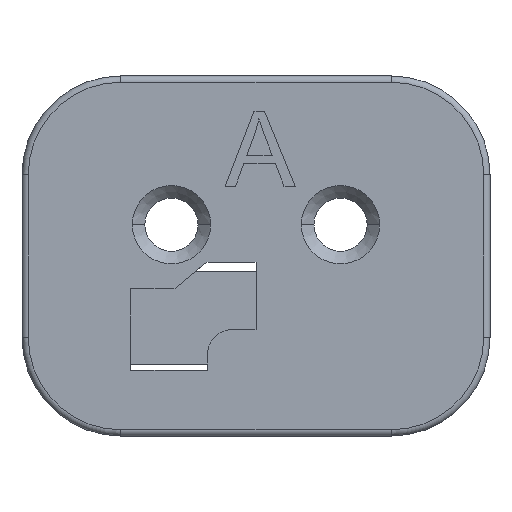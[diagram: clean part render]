
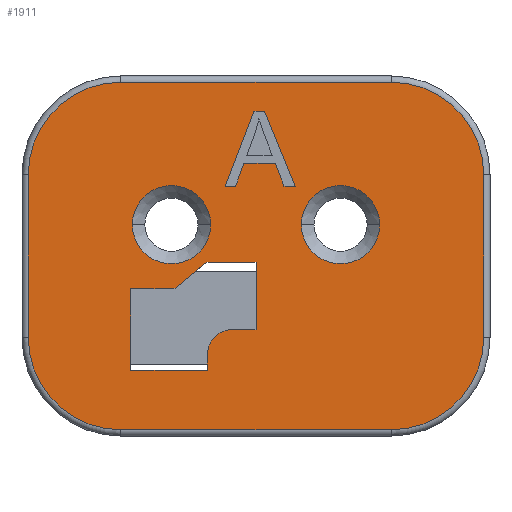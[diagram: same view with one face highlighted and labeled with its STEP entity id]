
A CAD part, front view. The second image highlights one B-rep face of the part: STEP entity #1911.
In plain terms, the highlighted planar face has unit normal (0, -1, 0).
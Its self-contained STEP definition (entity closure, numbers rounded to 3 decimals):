
#2=CARTESIAN_POINT('',(-4.325,0.,2.6));
#3=DIRECTION('',(0.,-1.,0.));
#4=DIRECTION('',(0.,0.,1.));
#5=AXIS2_PLACEMENT_3D('',#2,#3,#4);
#7=DIRECTION('',(-1.,0.,0.));
#8=VECTOR('',#7,8.65);
#9=CARTESIAN_POINT('',(4.325,0.,5.55));
#10=LINE('',#9,#8);
#11=CARTESIAN_POINT('',(4.325,0.,2.6));
#12=DIRECTION('',(0.,-1.,0.));
#13=DIRECTION('',(1.,0.,0.));
#14=AXIS2_PLACEMENT_3D('',#11,#12,#13);
#16=DIRECTION('',(0.,0.,1.));
#17=VECTOR('',#16,5.2);
#18=CARTESIAN_POINT('',(7.275,0.,-2.6));
#19=LINE('',#18,#17);
#20=CARTESIAN_POINT('',(4.325,0.,-2.6));
#21=DIRECTION('',(0.,-1.,0.));
#22=DIRECTION('',(0.,0.,-1.));
#23=AXIS2_PLACEMENT_3D('',#20,#21,#22);
#25=DIRECTION('',(1.,0.,0.));
#26=VECTOR('',#25,8.65);
#27=CARTESIAN_POINT('',(-4.325,0.,-5.55));
#28=LINE('',#27,#26);
#29=CARTESIAN_POINT('',(-4.325,0.,-2.6));
#30=DIRECTION('',(0.,-1.,0.));
#31=DIRECTION('',(-1.,0.,0.));
#32=AXIS2_PLACEMENT_3D('',#29,#30,#31);
#34=DIRECTION('',(0.,0.,-1.));
#35=VECTOR('',#34,5.2);
#36=CARTESIAN_POINT('',(-7.275,0.,2.6));
#37=LINE('',#36,#35);
#38=CARTESIAN_POINT('',(-2.7,0.,1.));
#39=DIRECTION('',(0.,1.,0.));
#40=DIRECTION('',(-1.,0.,0.));
#41=AXIS2_PLACEMENT_3D('',#38,#39,#40);
#43=CARTESIAN_POINT('',(-2.7,0.,1.));
#44=DIRECTION('',(0.,1.,0.));
#45=DIRECTION('',(1.,0.,0.));
#46=AXIS2_PLACEMENT_3D('',#43,#44,#45);
#48=CARTESIAN_POINT('',(2.7,0.,1.));
#49=DIRECTION('',(0.,1.,0.));
#50=DIRECTION('',(1.,0.,0.));
#51=AXIS2_PLACEMENT_3D('',#48,#49,#50);
#53=CARTESIAN_POINT('',(2.7,0.,1.));
#54=DIRECTION('',(0.,1.,0.));
#55=DIRECTION('',(-1.,0.,0.));
#56=AXIS2_PLACEMENT_3D('',#53,#54,#55);
#58=DIRECTION('',(-0.359,0.,-0.934));
#59=VECTOR('',#58,2.571);
#60=CARTESIAN_POINT('',(-0.068,0.,4.63));
#61=LINE('',#60,#59);
#62=DIRECTION('',(1.,0.,0.));
#63=VECTOR('',#62,0.337);
#64=CARTESIAN_POINT('',(-0.99,0.,2.23));
#65=LINE('',#64,#63);
#66=DIRECTION('',(0.341,0.,0.94));
#67=VECTOR('',#66,0.773);
#68=CARTESIAN_POINT('',(-0.653,0.,2.23));
#69=LINE('',#68,#67);
#70=DIRECTION('',(1.,0.,0.));
#71=VECTOR('',#70,1.004);
#72=CARTESIAN_POINT('',(-0.389,0.,2.957));
#73=LINE('',#72,#71);
#74=DIRECTION('',(0.359,0.,-0.933));
#75=VECTOR('',#74,0.779);
#76=CARTESIAN_POINT('',(0.614,0.,2.957));
#77=LINE('',#76,#75);
#78=DIRECTION('',(1.,0.,0.));
#79=VECTOR('',#78,0.362);
#80=CARTESIAN_POINT('',(0.894,0.,2.23));
#81=LINE('',#80,#79);
#82=DIRECTION('',(-0.379,0.,0.925));
#83=VECTOR('',#82,2.593);
#84=CARTESIAN_POINT('',(1.256,0.,2.23));
#85=LINE('',#84,#83);
#86=DIRECTION('',(-1.,0.,0.));
#87=VECTOR('',#86,0.342);
#88=CARTESIAN_POINT('',(0.274,0.,4.63));
#89=LINE('',#88,#87);
#112=CARTESIAN_POINT('',(-2.71,0.,-0.75));
#113=DIRECTION('',(0.,-1.,0.));
#114=DIRECTION('',(0.,0.,-1.));
#115=AXIS2_PLACEMENT_3D('',#112,#113,#114);
#117=DIRECTION('',(-1.,0.,0.));
#118=VECTOR('',#117,1.29);
#119=CARTESIAN_POINT('',(-2.71,0.,-1.05));
#120=LINE('',#119,#118);
#121=DIRECTION('',(0.,0.,-1.));
#122=VECTOR('',#121,2.6);
#123=CARTESIAN_POINT('',(-4.,0.,-1.05));
#124=LINE('',#123,#122);
#125=DIRECTION('',(1.,0.,0.));
#126=VECTOR('',#125,2.45);
#127=CARTESIAN_POINT('',(-4.,0.,-3.65));
#128=LINE('',#127,#126);
#129=DIRECTION('',(0.,0.,1.));
#130=VECTOR('',#129,0.5);
#131=CARTESIAN_POINT('',(-1.55,0.,-3.65));
#132=LINE('',#131,#130);
#133=CARTESIAN_POINT('',(-0.75,0.,-3.15));
#134=DIRECTION('',(0.,-1.,0.));
#135=DIRECTION('',(0.,0.,1.));
#136=AXIS2_PLACEMENT_3D('',#133,#134,#135);
#138=DIRECTION('',(1.,0.,0.));
#139=VECTOR('',#138,0.75);
#140=CARTESIAN_POINT('',(-0.75,0.,-2.35));
#141=LINE('',#140,#139);
#142=DIRECTION('',(0.,0.,1.));
#143=VECTOR('',#142,2.15);
#144=CARTESIAN_POINT('',(0.,0.,-2.35));
#145=LINE('',#144,#143);
#146=DIRECTION('',(-1.,0.,0.));
#147=VECTOR('',#146,1.49);
#148=CARTESIAN_POINT('',(0.,0.,-0.2));
#149=LINE('',#148,#147);
#150=DIRECTION('',(-0.762,0.,-0.648));
#151=VECTOR('',#150,1.092);
#152=CARTESIAN_POINT('',(-1.684,0.,-0.271));
#153=LINE('',#152,#151);
#531=CARTESIAN_POINT('',(-1.49,0.,-0.5));
#532=DIRECTION('',(0.,1.,0.));
#533=DIRECTION('',(-0.648,0.,0.762));
#534=AXIS2_PLACEMENT_3D('',#531,#532,#533);
#1566=CARTESIAN_POINT('',(-4.325,0.,5.55));
#1567=CARTESIAN_POINT('',(-7.275,0.,2.6));
#1568=VERTEX_POINT('',#1566);
#1569=VERTEX_POINT('',#1567);
#1574=CARTESIAN_POINT('',(-7.275,0.,-2.6));
#1575=VERTEX_POINT('',#1574);
#1578=CARTESIAN_POINT('',(-4.325,0.,-5.55));
#1579=VERTEX_POINT('',#1578);
#1582=CARTESIAN_POINT('',(4.325,0.,-5.55));
#1583=VERTEX_POINT('',#1582);
#1586=CARTESIAN_POINT('',(7.275,0.,-2.6));
#1587=VERTEX_POINT('',#1586);
#1590=CARTESIAN_POINT('',(7.275,0.,2.6));
#1591=VERTEX_POINT('',#1590);
#1594=CARTESIAN_POINT('',(4.325,0.,5.55));
#1595=VERTEX_POINT('',#1594);
#1636=CARTESIAN_POINT('',(-3.95,0.,1.));
#1637=CARTESIAN_POINT('',(-1.45,0.,1.));
#1638=VERTEX_POINT('',#1636);
#1639=VERTEX_POINT('',#1637);
#1644=CARTESIAN_POINT('',(3.95,0.,1.));
#1645=CARTESIAN_POINT('',(1.45,0.,1.));
#1646=VERTEX_POINT('',#1644);
#1647=VERTEX_POINT('',#1645);
#1720=CARTESIAN_POINT('',(-4.,0.,-3.65));
#1721=CARTESIAN_POINT('',(-1.55,0.,-3.65));
#1722=VERTEX_POINT('',#1720);
#1723=VERTEX_POINT('',#1721);
#1730=CARTESIAN_POINT('',(0.,0.,-2.35));
#1731=CARTESIAN_POINT('',(0.,0.,-0.2));
#1732=VERTEX_POINT('',#1730);
#1733=VERTEX_POINT('',#1731);
#1734=CARTESIAN_POINT('',(-4.,0.,-1.05));
#1735=VERTEX_POINT('',#1734);
#1762=CARTESIAN_POINT('',(-0.068,0.,4.63));
#1763=CARTESIAN_POINT('',(-0.99,0.,2.23));
#1764=VERTEX_POINT('',#1762);
#1765=VERTEX_POINT('',#1763);
#1766=CARTESIAN_POINT('',(0.274,0.,4.63));
#1767=VERTEX_POINT('',#1766);
#1768=CARTESIAN_POINT('',(1.256,0.,2.23));
#1769=VERTEX_POINT('',#1768);
#1770=CARTESIAN_POINT('',(0.894,0.,2.23));
#1771=VERTEX_POINT('',#1770);
#1772=CARTESIAN_POINT('',(0.614,0.,2.957));
#1773=VERTEX_POINT('',#1772);
#1774=CARTESIAN_POINT('',(-0.389,0.,2.957));
#1775=VERTEX_POINT('',#1774);
#1776=CARTESIAN_POINT('',(-0.653,0.,2.23));
#1777=VERTEX_POINT('',#1776);
#1784=CARTESIAN_POINT('',(-1.49,0.,-0.2));
#1785=VERTEX_POINT('',#1784);
#1786=CARTESIAN_POINT('',(-1.684,0.,-0.271));
#1787=VERTEX_POINT('',#1786);
#1788=CARTESIAN_POINT('',(-2.71,0.,-1.05));
#1789=CARTESIAN_POINT('',(-2.516,0.,-0.979));
#1790=VERTEX_POINT('',#1788);
#1791=VERTEX_POINT('',#1789);
#1816=CARTESIAN_POINT('',(-0.75,0.,-2.35));
#1817=CARTESIAN_POINT('',(-1.55,0.,-3.15));
#1818=VERTEX_POINT('',#1816);
#1819=VERTEX_POINT('',#1817);
#1834=CARTESIAN_POINT('',(0.,0.,0.));
#1835=DIRECTION('',(0.,1.,0.));
#1836=DIRECTION('',(1.,0.,0.));
#1837=AXIS2_PLACEMENT_3D('',#1834,#1835,#1836);
#1838=PLANE('',#1837);
#1840=ORIENTED_EDGE('',*,*,#1839,.F.);
#1842=ORIENTED_EDGE('',*,*,#1841,.F.);
#1844=ORIENTED_EDGE('',*,*,#1843,.F.);
#1846=ORIENTED_EDGE('',*,*,#1845,.F.);
#1848=ORIENTED_EDGE('',*,*,#1847,.F.);
#1850=ORIENTED_EDGE('',*,*,#1849,.F.);
#1852=ORIENTED_EDGE('',*,*,#1851,.F.);
#1854=ORIENTED_EDGE('',*,*,#1853,.F.);
#1855=EDGE_LOOP('',(#1840,#1842,#1844,#1846,#1848,#1850,#1852,#1854));
#1856=FACE_OUTER_BOUND('',#1855,.F.);
#1858=ORIENTED_EDGE('',*,*,#1857,.F.);
#1860=ORIENTED_EDGE('',*,*,#1859,.F.);
#1861=EDGE_LOOP('',(#1858,#1860));
#1862=FACE_BOUND('',#1861,.F.);
#1864=ORIENTED_EDGE('',*,*,#1863,.F.);
#1866=ORIENTED_EDGE('',*,*,#1865,.F.);
#1867=EDGE_LOOP('',(#1864,#1866));
#1868=FACE_BOUND('',#1867,.F.);
#1870=ORIENTED_EDGE('',*,*,#1869,.T.);
#1872=ORIENTED_EDGE('',*,*,#1871,.T.);
#1874=ORIENTED_EDGE('',*,*,#1873,.T.);
#1876=ORIENTED_EDGE('',*,*,#1875,.T.);
#1878=ORIENTED_EDGE('',*,*,#1877,.T.);
#1880=ORIENTED_EDGE('',*,*,#1879,.T.);
#1882=ORIENTED_EDGE('',*,*,#1881,.T.);
#1884=ORIENTED_EDGE('',*,*,#1883,.T.);
#1885=EDGE_LOOP('',(#1870,#1872,#1874,#1876,#1878,#1880,#1882,#1884));
#1886=FACE_BOUND('',#1885,.F.);
#1888=ORIENTED_EDGE('',*,*,#1887,.F.);
#1890=ORIENTED_EDGE('',*,*,#1889,.T.);
#1892=ORIENTED_EDGE('',*,*,#1891,.T.);
#1894=ORIENTED_EDGE('',*,*,#1893,.T.);
#1896=ORIENTED_EDGE('',*,*,#1895,.T.);
#1898=ORIENTED_EDGE('',*,*,#1897,.F.);
#1900=ORIENTED_EDGE('',*,*,#1899,.T.);
#1902=ORIENTED_EDGE('',*,*,#1901,.T.);
#1904=ORIENTED_EDGE('',*,*,#1903,.T.);
#1906=ORIENTED_EDGE('',*,*,#1905,.F.);
#1908=ORIENTED_EDGE('',*,*,#1907,.T.);
#1909=EDGE_LOOP('',(#1888,#1890,#1892,#1894,#1896,#1898,#1900,#1902,#1904,#1906,
#1908));
#1910=FACE_BOUND('',#1909,.F.);
#1911=ADVANCED_FACE('',(#1856,#1862,#1868,#1886,#1910),#1838,.F.);
#6=CIRCLE('',#5,2.95);
#15=CIRCLE('',#14,2.95);
#24=CIRCLE('',#23,2.95);
#33=CIRCLE('',#32,2.95);
#42=CIRCLE('',#41,1.25);
#47=CIRCLE('',#46,1.25);
#52=CIRCLE('',#51,1.25);
#57=CIRCLE('',#56,1.25);
#116=CIRCLE('',#115,0.3);
#137=CIRCLE('',#136,0.8);
#535=CIRCLE('',#534,0.3);
#1839=EDGE_CURVE('',#1568,#1569,#6,.T.);
#1841=EDGE_CURVE('',#1595,#1568,#10,.T.);
#1843=EDGE_CURVE('',#1591,#1595,#15,.T.);
#1845=EDGE_CURVE('',#1587,#1591,#19,.T.);
#1847=EDGE_CURVE('',#1583,#1587,#24,.T.);
#1849=EDGE_CURVE('',#1579,#1583,#28,.T.);
#1851=EDGE_CURVE('',#1575,#1579,#33,.T.);
#1853=EDGE_CURVE('',#1569,#1575,#37,.T.);
#1857=EDGE_CURVE('',#1638,#1639,#42,.T.);
#1859=EDGE_CURVE('',#1639,#1638,#47,.T.);
#1863=EDGE_CURVE('',#1646,#1647,#52,.T.);
#1865=EDGE_CURVE('',#1647,#1646,#57,.T.);
#1869=EDGE_CURVE('',#1764,#1765,#61,.T.);
#1871=EDGE_CURVE('',#1765,#1777,#65,.T.);
#1873=EDGE_CURVE('',#1777,#1775,#69,.T.);
#1875=EDGE_CURVE('',#1775,#1773,#73,.T.);
#1877=EDGE_CURVE('',#1773,#1771,#77,.T.);
#1879=EDGE_CURVE('',#1771,#1769,#81,.T.);
#1881=EDGE_CURVE('',#1769,#1767,#85,.T.);
#1883=EDGE_CURVE('',#1767,#1764,#89,.T.);
#1887=EDGE_CURVE('',#1790,#1791,#116,.T.);
#1889=EDGE_CURVE('',#1790,#1735,#120,.T.);
#1891=EDGE_CURVE('',#1735,#1722,#124,.T.);
#1893=EDGE_CURVE('',#1722,#1723,#128,.T.);
#1895=EDGE_CURVE('',#1723,#1819,#132,.T.);
#1897=EDGE_CURVE('',#1818,#1819,#137,.T.);
#1899=EDGE_CURVE('',#1818,#1732,#141,.T.);
#1901=EDGE_CURVE('',#1732,#1733,#145,.T.);
#1903=EDGE_CURVE('',#1733,#1785,#149,.T.);
#1905=EDGE_CURVE('',#1787,#1785,#535,.T.);
#1907=EDGE_CURVE('',#1787,#1791,#153,.T.);
